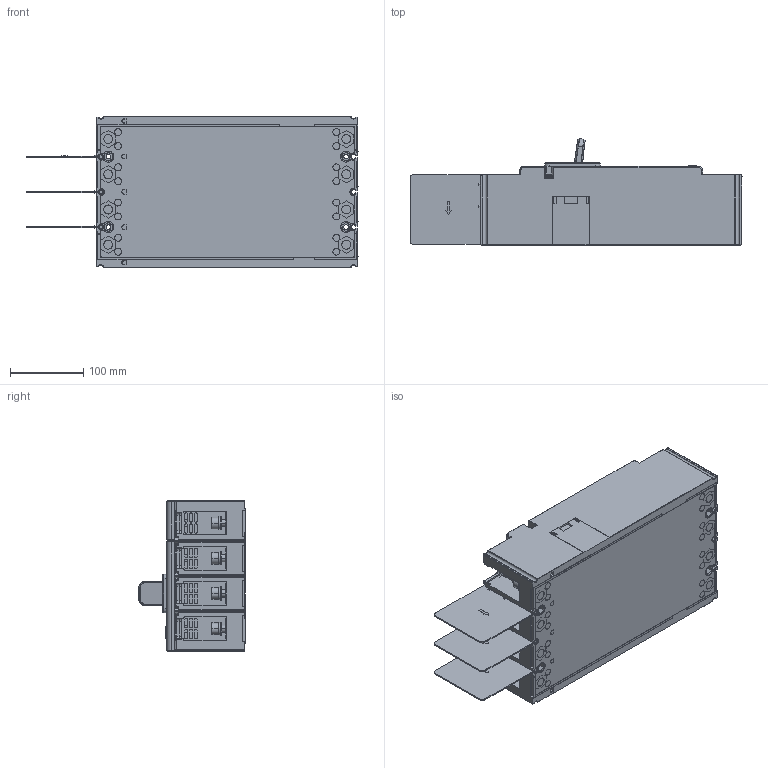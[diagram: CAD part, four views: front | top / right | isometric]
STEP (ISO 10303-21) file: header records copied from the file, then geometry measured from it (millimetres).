
FILE_DESCRIPTION((''),'2;1');
FILE_NAME('PRT0001','2024-04-01T',('zanjing.jin'),(''),'PRO/ENGINEER BY PARAMETRIC TECHNOLOGY CORPORATION, 2015440','PRO/ENGINEER BY PARAMETRIC TECHNOLOGY CORPORATION, 2015440','');
FILE_SCHEMA(('CONFIG_CONTROL_DESIGN'));
Products named in the file (1): PRT0001
Bounding box: 452.5 x 145.18 x 206.3 mm (x, y, z)
Volume: 5810213.4 mm3; surface area: 742753.9 mm2
Topology: 10 solids, 52 shells, 5260 faces, 13367 edges, 8327 vertices
Faces by surface type: plane 2914, cylinder 1349, torus 273, cone 252, extrusion 243, bspline 115, sphere 114
Entity records: 167401 total; most frequent: CARTESIAN_POINT 40480, ORIENTED_EDGE 26646, DIRECTION 25808, EDGE_CURVE 13323, VECTOR 9010, LINE 8767, AXIS2_PLACEMENT_3D 8399, VERTEX_POINT 8327
